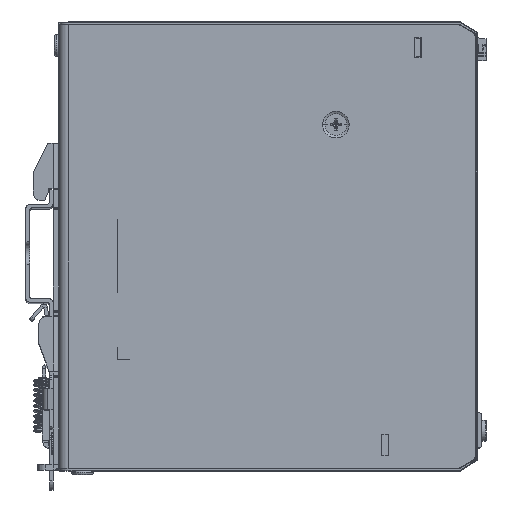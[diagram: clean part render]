
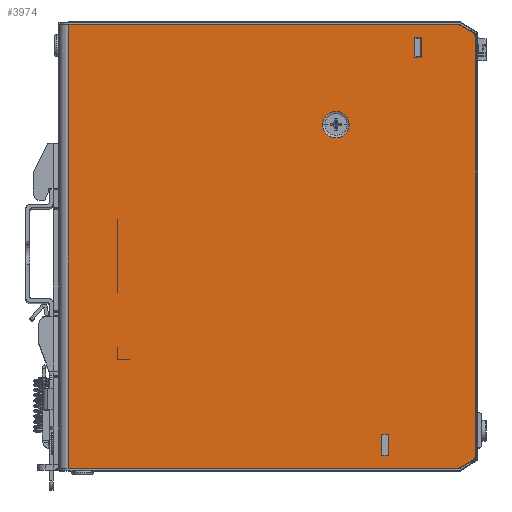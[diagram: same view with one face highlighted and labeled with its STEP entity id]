
A CAD part, top view. The second image highlights one B-rep face of the part: STEP entity #3974.
In plain terms, the highlighted planar face has unit normal (0, 0, 1).
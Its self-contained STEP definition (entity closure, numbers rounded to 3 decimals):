
#946=CARTESIAN_POINT('',(74.75,33.55,20.));
#947=DIRECTION('',(0.,0.,-1.));
#948=DIRECTION('',(-1.,0.,0.));
#949=AXIS2_PLACEMENT_3D('',#946,#947,#948);
#951=CARTESIAN_POINT('',(74.75,33.55,20.));
#952=DIRECTION('',(0.,0.,-1.));
#953=DIRECTION('',(1.,0.,0.));
#954=AXIS2_PLACEMENT_3D('',#951,#952,#953);
#956=DIRECTION('',(0.,-1.,0.));
#957=VECTOR('',#956,5.6);
#958=CARTESIAN_POINT('',(87.35,-51.9,20.));
#959=LINE('',#958,#957);
#960=DIRECTION('',(1.,0.,0.));
#961=VECTOR('',#960,1.9);
#962=CARTESIAN_POINT('',(87.35,-57.5,20.));
#963=LINE('',#962,#961);
#964=DIRECTION('',(0.,1.,0.));
#965=VECTOR('',#964,5.6);
#966=CARTESIAN_POINT('',(89.25,-57.5,20.));
#967=LINE('',#966,#965);
#968=DIRECTION('',(-1.,0.,0.));
#969=VECTOR('',#968,1.9);
#970=CARTESIAN_POINT('',(89.25,-51.9,20.));
#971=LINE('',#970,#969);
#972=DIRECTION('',(0.,-1.,0.));
#973=VECTOR('',#972,5.6);
#974=CARTESIAN_POINT('',(96.35,57.5,20.));
#975=LINE('',#974,#973);
#976=DIRECTION('',(1.,0.,0.));
#977=VECTOR('',#976,1.9);
#978=CARTESIAN_POINT('',(96.35,51.9,20.));
#979=LINE('',#978,#977);
#980=DIRECTION('',(0.,1.,0.));
#981=VECTOR('',#980,5.6);
#982=CARTESIAN_POINT('',(98.25,51.9,20.));
#983=LINE('',#982,#981);
#984=DIRECTION('',(-1.,0.,0.));
#985=VECTOR('',#984,1.9);
#986=CARTESIAN_POINT('',(98.25,57.5,20.));
#987=LINE('',#986,#985);
#988=CARTESIAN_POINT('',(111.1,-57.406,20.));
#989=DIRECTION('',(0.,0.,1.));
#990=DIRECTION('',(0.751,-0.66,0.));
#991=AXIS2_PLACEMENT_3D('',#988,#989,#990);
#993=DIRECTION('',(0.862,0.508,0.));
#994=VECTOR('',#993,3.886);
#995=CARTESIAN_POINT('',(109.254,-60.699,20.));
#996=LINE('',#995,#994);
#997=CARTESIAN_POINT('',(107.782,-58.2,20.));
#998=DIRECTION('',(0.,0.,-1.));
#999=DIRECTION('',(0.508,-0.862,0.));
#1000=AXIS2_PLACEMENT_3D('',#997,#998,#999);
#1002=DIRECTION('',(-1.,0.,0.));
#1003=VECTOR('',#1002,106.782);
#1004=CARTESIAN_POINT('',(107.782,-61.1,20.));
#1005=LINE('',#1004,#1003);
#1006=DIRECTION('',(-1.,0.,0.));
#1007=VECTOR('',#1006,106.782);
#1008=CARTESIAN_POINT('',(107.782,61.1,20.));
#1009=LINE('',#1008,#1007);
#1010=CARTESIAN_POINT('',(107.782,58.2,20.));
#1011=DIRECTION('',(0.,0.,1.));
#1012=DIRECTION('',(0.508,0.862,0.));
#1013=AXIS2_PLACEMENT_3D('',#1010,#1011,#1012);
#1015=DIRECTION('',(-0.862,0.508,0.));
#1016=VECTOR('',#1015,3.886);
#1017=CARTESIAN_POINT('',(112.602,58.726,20.));
#1018=LINE('',#1017,#1016);
#1019=CARTESIAN_POINT('',(111.1,57.406,20.));
#1020=DIRECTION('',(0.,0.,1.));
#1021=DIRECTION('',(1.,0.,0.));
#1022=AXIS2_PLACEMENT_3D('',#1019,#1020,#1021);
#1024=DIRECTION('',(1.,0.,0.));
#1025=VECTOR('',#1024,0.2);
#1026=CARTESIAN_POINT('',(14.5,7.3,20.));
#1027=LINE('',#1026,#1025);
#1032=DIRECTION('',(0.,-1.,0.));
#1033=VECTOR('',#1032,20.);
#1034=CARTESIAN_POINT('',(14.7,7.3,20.));
#1035=LINE('',#1034,#1033);
#1040=DIRECTION('',(-1.,0.,0.));
#1041=VECTOR('',#1040,0.2);
#1042=CARTESIAN_POINT('',(14.7,-12.7,20.));
#1043=LINE('',#1042,#1041);
#1048=DIRECTION('',(0.,1.,0.));
#1049=VECTOR('',#1048,20.);
#1050=CARTESIAN_POINT('',(14.5,-12.7,20.));
#1051=LINE('',#1050,#1049);
#1072=DIRECTION('',(0.,-1.,0.));
#1073=VECTOR('',#1072,0.2);
#1074=CARTESIAN_POINT('',(18.,-31.,20.));
#1075=LINE('',#1074,#1073);
#1080=DIRECTION('',(-1.,0.,0.));
#1081=VECTOR('',#1080,3.5);
#1082=CARTESIAN_POINT('',(18.,-31.2,20.));
#1083=LINE('',#1082,#1081);
#1088=DIRECTION('',(0.,1.,0.));
#1089=VECTOR('',#1088,3.5);
#1090=CARTESIAN_POINT('',(14.5,-31.2,20.));
#1091=LINE('',#1090,#1089);
#1096=DIRECTION('',(1.,0.,0.));
#1097=VECTOR('',#1096,0.2);
#1098=CARTESIAN_POINT('',(14.5,-27.7,20.));
#1099=LINE('',#1098,#1097);
#1104=DIRECTION('',(0.,-1.,0.));
#1105=VECTOR('',#1104,3.3);
#1106=CARTESIAN_POINT('',(14.7,-27.7,20.));
#1107=LINE('',#1106,#1105);
#1112=DIRECTION('',(1.,0.,0.));
#1113=VECTOR('',#1112,3.3);
#1114=CARTESIAN_POINT('',(14.7,-31.,20.));
#1115=LINE('',#1114,#1113);
#1795=DIRECTION('',(0.,-1.,0.));
#1796=VECTOR('',#1795,122.2);
#1797=CARTESIAN_POINT('',(1.,61.1,20.));
#1798=LINE('',#1797,#1796);
#1834=CARTESIAN_POINT('',(112.602,-58.726,20.));
#1845=DIRECTION('',(0.,1.,0.));
#1846=VECTOR('',#1845,114.812);
#1847=CARTESIAN_POINT('',(113.1,-57.406,20.));
#1848=LINE('',#1847,#1846);
#2283=CARTESIAN_POINT('',(14.5,7.3,20.));
#2284=CARTESIAN_POINT('',(14.7,7.3,20.));
#2285=VERTEX_POINT('',#2283);
#2286=VERTEX_POINT('',#2284);
#2287=CARTESIAN_POINT('',(14.5,-12.7,20.));
#2288=VERTEX_POINT('',#2287);
#2289=CARTESIAN_POINT('',(14.7,-12.7,20.));
#2290=VERTEX_POINT('',#2289);
#2291=CARTESIAN_POINT('',(18.,-31.,20.));
#2292=CARTESIAN_POINT('',(18.,-31.2,20.));
#2293=VERTEX_POINT('',#2291);
#2294=VERTEX_POINT('',#2292);
#2295=CARTESIAN_POINT('',(14.7,-31.,20.));
#2296=VERTEX_POINT('',#2295);
#2297=CARTESIAN_POINT('',(14.7,-27.7,20.));
#2298=VERTEX_POINT('',#2297);
#2299=CARTESIAN_POINT('',(14.5,-27.7,20.));
#2300=VERTEX_POINT('',#2299);
#2301=CARTESIAN_POINT('',(14.5,-31.2,20.));
#2302=VERTEX_POINT('',#2301);
#2389=CARTESIAN_POINT('',(71.1,33.55,20.));
#2390=CARTESIAN_POINT('',(78.4,33.55,20.));
#2391=VERTEX_POINT('',#2389);
#2392=VERTEX_POINT('',#2390);
#2441=CARTESIAN_POINT('',(87.35,-51.9,20.));
#2442=CARTESIAN_POINT('',(87.35,-57.5,20.));
#2443=VERTEX_POINT('',#2441);
#2444=VERTEX_POINT('',#2442);
#2445=CARTESIAN_POINT('',(89.25,-57.5,20.));
#2446=VERTEX_POINT('',#2445);
#2447=CARTESIAN_POINT('',(89.25,-51.9,20.));
#2448=VERTEX_POINT('',#2447);
#2449=CARTESIAN_POINT('',(96.35,57.5,20.));
#2450=CARTESIAN_POINT('',(96.35,51.9,20.));
#2451=VERTEX_POINT('',#2449);
#2452=VERTEX_POINT('',#2450);
#2453=CARTESIAN_POINT('',(98.25,51.9,20.));
#2454=VERTEX_POINT('',#2453);
#2455=CARTESIAN_POINT('',(98.25,57.5,20.));
#2456=VERTEX_POINT('',#2455);
#2535=CARTESIAN_POINT('',(1.,-61.1,20.));
#2536=VERTEX_POINT('',#2535);
#2543=CARTESIAN_POINT('',(1.,61.1,20.));
#2544=VERTEX_POINT('',#2543);
#2621=CARTESIAN_POINT('',(107.782,-61.1,20.));
#2622=VERTEX_POINT('',#2621);
#2623=CARTESIAN_POINT('',(109.254,-60.699,20.));
#2624=VERTEX_POINT('',#2623);
#2637=CARTESIAN_POINT('',(107.782,61.1,20.));
#2638=VERTEX_POINT('',#2637);
#2639=CARTESIAN_POINT('',(109.254,60.699,20.));
#2640=VERTEX_POINT('',#2639);
#2665=VERTEX_POINT('',#1834);
#2666=CARTESIAN_POINT('',(113.1,-57.406,20.));
#2667=VERTEX_POINT('',#2666);
#2668=CARTESIAN_POINT('',(113.1,57.406,20.));
#2669=CARTESIAN_POINT('',(112.602,58.726,20.));
#2670=VERTEX_POINT('',#2668);
#2671=VERTEX_POINT('',#2669);
#3898=CARTESIAN_POINT('',(-1.5,-61.2,20.));
#3899=DIRECTION('',(0.,0.,1.));
#3900=DIRECTION('',(0.,-1.,0.));
#3901=AXIS2_PLACEMENT_3D('',#3898,#3899,#3900);
#3902=PLANE('',#3901);
#3904=ORIENTED_EDGE('',*,*,#3903,.F.);
#3906=ORIENTED_EDGE('',*,*,#3905,.F.);
#3908=ORIENTED_EDGE('',*,*,#3907,.T.);
#3910=ORIENTED_EDGE('',*,*,#3909,.T.);
#3912=ORIENTED_EDGE('',*,*,#3911,.F.);
#3914=ORIENTED_EDGE('',*,*,#3913,.F.);
#3915=ORIENTED_EDGE('',*,*,#3888,.F.);
#3917=ORIENTED_EDGE('',*,*,#3916,.F.);
#3919=ORIENTED_EDGE('',*,*,#3918,.F.);
#3921=ORIENTED_EDGE('',*,*,#3920,.F.);
#3922=EDGE_LOOP('',(#3904,#3906,#3908,#3910,#3912,#3914,#3915,#3917,#3919,
#3921));
#3923=FACE_OUTER_BOUND('',#3922,.F.);
#3925=ORIENTED_EDGE('',*,*,#3924,.F.);
#3927=ORIENTED_EDGE('',*,*,#3926,.F.);
#3929=ORIENTED_EDGE('',*,*,#3928,.F.);
#3931=ORIENTED_EDGE('',*,*,#3930,.F.);
#3933=ORIENTED_EDGE('',*,*,#3932,.F.);
#3935=ORIENTED_EDGE('',*,*,#3934,.F.);
#3936=EDGE_LOOP('',(#3925,#3927,#3929,#3931,#3933,#3935));
#3937=FACE_BOUND('',#3936,.F.);
#3939=ORIENTED_EDGE('',*,*,#3938,.F.);
#3941=ORIENTED_EDGE('',*,*,#3940,.F.);
#3942=EDGE_LOOP('',(#3939,#3941));
#3943=FACE_BOUND('',#3942,.F.);
#3945=ORIENTED_EDGE('',*,*,#3944,.T.);
#3947=ORIENTED_EDGE('',*,*,#3946,.T.);
#3949=ORIENTED_EDGE('',*,*,#3948,.T.);
#3951=ORIENTED_EDGE('',*,*,#3950,.T.);
#3952=EDGE_LOOP('',(#3945,#3947,#3949,#3951));
#3953=FACE_BOUND('',#3952,.F.);
#3955=ORIENTED_EDGE('',*,*,#3954,.T.);
#3957=ORIENTED_EDGE('',*,*,#3956,.T.);
#3959=ORIENTED_EDGE('',*,*,#3958,.T.);
#3961=ORIENTED_EDGE('',*,*,#3960,.T.);
#3962=EDGE_LOOP('',(#3955,#3957,#3959,#3961));
#3963=FACE_BOUND('',#3962,.F.);
#3965=ORIENTED_EDGE('',*,*,#3964,.F.);
#3967=ORIENTED_EDGE('',*,*,#3966,.F.);
#3969=ORIENTED_EDGE('',*,*,#3968,.F.);
#3971=ORIENTED_EDGE('',*,*,#3970,.F.);
#3972=EDGE_LOOP('',(#3965,#3967,#3969,#3971));
#3973=FACE_BOUND('',#3972,.F.);
#950=CIRCLE('',#949,3.65);
#955=CIRCLE('',#954,3.65);
#992=CIRCLE('',#991,2.);
#1001=CIRCLE('',#1000,2.9);
#1014=CIRCLE('',#1013,2.9);
#1023=CIRCLE('',#1022,2.);
#3888=EDGE_CURVE('',#2640,#2638,#1014,.T.);
#3903=EDGE_CURVE('',#2665,#2667,#992,.T.);
#3905=EDGE_CURVE('',#2624,#2665,#996,.T.);
#3907=EDGE_CURVE('',#2624,#2622,#1001,.T.);
#3909=EDGE_CURVE('',#2622,#2536,#1005,.T.);
#3911=EDGE_CURVE('',#2544,#2536,#1798,.T.);
#3913=EDGE_CURVE('',#2638,#2544,#1009,.T.);
#3916=EDGE_CURVE('',#2671,#2640,#1018,.T.);
#3918=EDGE_CURVE('',#2670,#2671,#1023,.T.);
#3920=EDGE_CURVE('',#2667,#2670,#1848,.T.);
#3924=EDGE_CURVE('',#2293,#2294,#1075,.T.);
#3926=EDGE_CURVE('',#2296,#2293,#1115,.T.);
#3928=EDGE_CURVE('',#2298,#2296,#1107,.T.);
#3930=EDGE_CURVE('',#2300,#2298,#1099,.T.);
#3932=EDGE_CURVE('',#2302,#2300,#1091,.T.);
#3934=EDGE_CURVE('',#2294,#2302,#1083,.T.);
#3938=EDGE_CURVE('',#2391,#2392,#950,.T.);
#3940=EDGE_CURVE('',#2392,#2391,#955,.T.);
#3944=EDGE_CURVE('',#2443,#2444,#959,.T.);
#3946=EDGE_CURVE('',#2444,#2446,#963,.T.);
#3948=EDGE_CURVE('',#2446,#2448,#967,.T.);
#3950=EDGE_CURVE('',#2448,#2443,#971,.T.);
#3954=EDGE_CURVE('',#2451,#2452,#975,.T.);
#3956=EDGE_CURVE('',#2452,#2454,#979,.T.);
#3958=EDGE_CURVE('',#2454,#2456,#983,.T.);
#3960=EDGE_CURVE('',#2456,#2451,#987,.T.);
#3964=EDGE_CURVE('',#2285,#2286,#1027,.T.);
#3966=EDGE_CURVE('',#2288,#2285,#1051,.T.);
#3968=EDGE_CURVE('',#2290,#2288,#1043,.T.);
#3970=EDGE_CURVE('',#2286,#2290,#1035,.T.);
#3974=ADVANCED_FACE('',(#3923,#3937,#3943,#3953,#3963,#3973),#3902,.T.);
